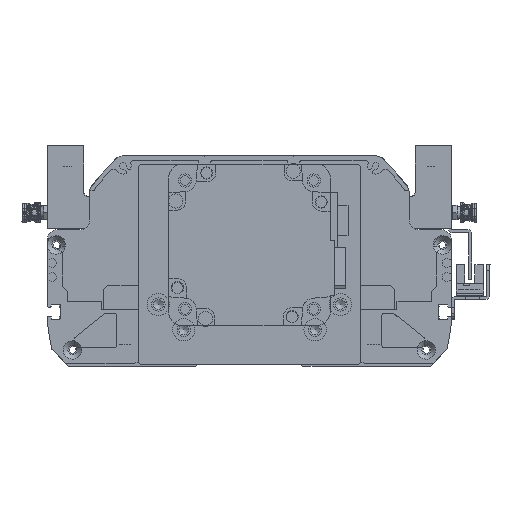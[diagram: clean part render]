
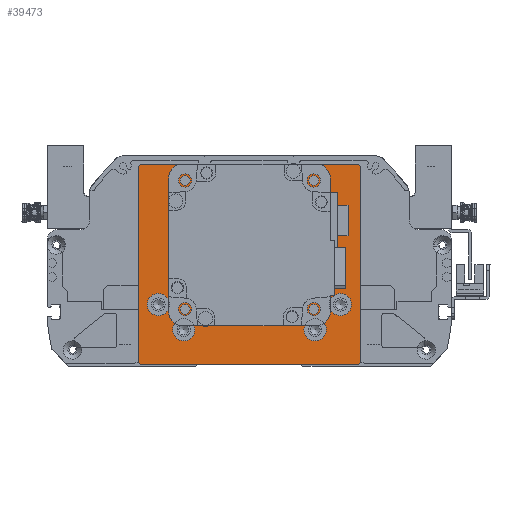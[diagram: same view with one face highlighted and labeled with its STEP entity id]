
A CAD part, front view. The second image highlights one B-rep face of the part: STEP entity #39473.
In plain terms, the highlighted face is planar.
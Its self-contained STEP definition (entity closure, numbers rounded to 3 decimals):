
#848=FACE_BOUND('',#8418,.T.);
#849=FACE_BOUND('',#8419,.T.);
#850=FACE_BOUND('',#8420,.T.);
#851=FACE_BOUND('',#8421,.T.);
#852=FACE_BOUND('',#8422,.T.);
#853=FACE_BOUND('',#8423,.T.);
#854=FACE_BOUND('',#8424,.T.);
#855=FACE_BOUND('',#8425,.T.);
#856=FACE_BOUND('',#8426,.T.);
#2558=PLANE('',#44210);
#5860=FACE_OUTER_BOUND('',#8417,.T.);
#8417=EDGE_LOOP('',(#36611,#36612,#36613,#36614,#36615,#36616,#36617,#36618));
#8418=EDGE_LOOP('',(#36619));
#8419=EDGE_LOOP('',(#36620));
#8420=EDGE_LOOP('',(#36621));
#8421=EDGE_LOOP('',(#36622));
#8422=EDGE_LOOP('',(#36623));
#8423=EDGE_LOOP('',(#36624));
#8424=EDGE_LOOP('',(#36625));
#8425=EDGE_LOOP('',(#36626));
#8426=EDGE_LOOP('',(#36627));
#11357=LINE('',#70919,#14348);
#11360=LINE('',#70928,#14351);
#11363=LINE('',#70933,#14354);
#11365=LINE('',#70936,#14356);
#11366=LINE('',#70939,#14357);
#11368=LINE('',#70943,#14359);
#11370=LINE('',#70947,#14361);
#11383=LINE('',#71009,#14374);
#14348=VECTOR('',#55406,10.);
#14351=VECTOR('',#55415,10.);
#14354=VECTOR('',#55420,10.);
#14356=VECTOR('',#55424,10.);
#14357=VECTOR('',#55427,10.);
#14359=VECTOR('',#55431,10.);
#14361=VECTOR('',#55435,10.);
#14374=VECTOR('',#55514,10.);
#16635=CIRCLE('',#44167,2.459);
#16636=CIRCLE('',#44170,2.459);
#16637=CIRCLE('',#44178,2.459);
#16638=CIRCLE('',#44180,2.459);
#16641=CIRCLE('',#44185,5.5);
#16644=CIRCLE('',#44191,5.5);
#16647=CIRCLE('',#44197,5.5);
#16650=CIRCLE('',#44203,5.5);
#16652=CIRCLE('',#44208,35.);
#20222=VERTEX_POINT('',#70912);
#20223=VERTEX_POINT('',#70916);
#20224=VERTEX_POINT('',#70918);
#20225=VERTEX_POINT('',#70922);
#20226=VERTEX_POINT('',#70926);
#20227=VERTEX_POINT('',#70927);
#20228=VERTEX_POINT('',#70932);
#20229=VERTEX_POINT('',#70938);
#20230=VERTEX_POINT('',#70942);
#20231=VERTEX_POINT('',#70946);
#20232=VERTEX_POINT('',#70950);
#20233=VERTEX_POINT('',#70954);
#20236=VERTEX_POINT('',#70963);
#20239=VERTEX_POINT('',#70974);
#20242=VERTEX_POINT('',#70985);
#20245=VERTEX_POINT('',#70996);
#20247=VERTEX_POINT('',#71005);
#25699=EDGE_CURVE('',#20222,#20222,#16635,.T.);
#25702=EDGE_CURVE('',#20224,#20223,#11357,.T.);
#25704=EDGE_CURVE('',#20225,#20225,#16636,.T.);
#25706=EDGE_CURVE('',#20226,#20227,#11360,.T.);
#25709=EDGE_CURVE('',#20228,#20227,#11363,.T.);
#25711=EDGE_CURVE('',#20228,#20223,#11365,.T.);
#25712=EDGE_CURVE('',#20224,#20229,#11366,.T.);
#25714=EDGE_CURVE('',#20230,#20229,#11368,.T.);
#25716=EDGE_CURVE('',#20230,#20231,#11370,.T.);
#25718=EDGE_CURVE('',#20232,#20232,#16637,.T.);
#25720=EDGE_CURVE('',#20233,#20233,#16638,.T.);
#25724=EDGE_CURVE('',#20236,#20236,#16641,.T.);
#25729=EDGE_CURVE('',#20239,#20239,#16644,.T.);
#25734=EDGE_CURVE('',#20242,#20242,#16647,.T.);
#25739=EDGE_CURVE('',#20245,#20245,#16650,.T.);
#25743=EDGE_CURVE('',#20247,#20247,#16652,.T.);
#25745=EDGE_CURVE('',#20226,#20231,#11383,.T.);
#36611=ORIENTED_EDGE('',*,*,#25706,.F.);
#36612=ORIENTED_EDGE('',*,*,#25745,.T.);
#36613=ORIENTED_EDGE('',*,*,#25716,.F.);
#36614=ORIENTED_EDGE('',*,*,#25714,.T.);
#36615=ORIENTED_EDGE('',*,*,#25712,.F.);
#36616=ORIENTED_EDGE('',*,*,#25702,.T.);
#36617=ORIENTED_EDGE('',*,*,#25711,.F.);
#36618=ORIENTED_EDGE('',*,*,#25709,.T.);
#36619=ORIENTED_EDGE('',*,*,#25718,.T.);
#36620=ORIENTED_EDGE('',*,*,#25704,.T.);
#36621=ORIENTED_EDGE('',*,*,#25720,.T.);
#36622=ORIENTED_EDGE('',*,*,#25699,.T.);
#36623=ORIENTED_EDGE('',*,*,#25724,.T.);
#36624=ORIENTED_EDGE('',*,*,#25729,.T.);
#36625=ORIENTED_EDGE('',*,*,#25734,.T.);
#36626=ORIENTED_EDGE('',*,*,#25739,.T.);
#36627=ORIENTED_EDGE('',*,*,#25743,.T.);
#39473=ADVANCED_FACE('',(#5860,#848,#849,#850,#851,#852,#853,#854,#855,
#856),#2558,.T.);
#44167=AXIS2_PLACEMENT_3D('',#70913,#55400,#55401);
#44170=AXIS2_PLACEMENT_3D('',#70923,#55410,#55411);
#44178=AXIS2_PLACEMENT_3D('',#70951,#55439,#55440);
#44180=AXIS2_PLACEMENT_3D('',#70955,#55444,#55445);
#44185=AXIS2_PLACEMENT_3D('',#70964,#55455,#55456);
#44191=AXIS2_PLACEMENT_3D('',#70975,#55469,#55470);
#44197=AXIS2_PLACEMENT_3D('',#70986,#55483,#55484);
#44203=AXIS2_PLACEMENT_3D('',#70997,#55497,#55498);
#44208=AXIS2_PLACEMENT_3D('',#71006,#55509,#55510);
#44210=AXIS2_PLACEMENT_3D('',#71010,#55515,#55516);
#55400=DIRECTION('center_axis',(0.,0.,-1.));
#55401=DIRECTION('ref_axis',(1.,0.,0.));
#55406=DIRECTION('',(-1.,0.,0.));
#55410=DIRECTION('center_axis',(0.,0.,-1.));
#55411=DIRECTION('ref_axis',(1.,0.,0.));
#55415=DIRECTION('',(-0.707,0.707,0.));
#55420=DIRECTION('',(0.,-1.,0.));
#55424=DIRECTION('',(0.707,0.707,0.));
#55427=DIRECTION('',(0.707,-0.707,0.));
#55431=DIRECTION('',(0.,1.,0.));
#55435=DIRECTION('',(-0.707,-0.707,0.));
#55439=DIRECTION('center_axis',(0.,0.,-1.));
#55440=DIRECTION('ref_axis',(1.,0.,0.));
#55444=DIRECTION('center_axis',(0.,0.,-1.));
#55445=DIRECTION('ref_axis',(1.,0.,0.));
#55455=DIRECTION('center_axis',(0.,0.,-1.));
#55456=DIRECTION('ref_axis',(1.,0.,0.));
#55469=DIRECTION('center_axis',(0.,0.,-1.));
#55470=DIRECTION('ref_axis',(1.,0.,0.));
#55483=DIRECTION('center_axis',(0.,0.,-1.));
#55484=DIRECTION('ref_axis',(1.,0.,0.));
#55497=DIRECTION('center_axis',(0.,0.,-1.));
#55498=DIRECTION('ref_axis',(1.,0.,0.));
#55509=DIRECTION('center_axis',(0.,0.,-1.));
#55510=DIRECTION('ref_axis',(1.,0.,0.));
#55514=DIRECTION('',(1.,0.,0.));
#55515=DIRECTION('center_axis',(0.,0.,1.));
#55516=DIRECTION('ref_axis',(1.,0.,0.));
#70912=CARTESIAN_POINT('',(29.361,41.32,89.));
#70913=CARTESIAN_POINT('Origin',(31.82,41.32,89.));
#70916=CARTESIAN_POINT('',(-54.,49.5,89.));
#70918=CARTESIAN_POINT('',(54.,49.5,89.));
#70919=CARTESIAN_POINT('',(55.,49.5,89.));
#70922=CARTESIAN_POINT('',(-34.278,41.32,89.));
#70923=CARTESIAN_POINT('Origin',(-31.82,41.32,89.));
#70926=CARTESIAN_POINT('',(-54.,-49.5,89.));
#70927=CARTESIAN_POINT('',(-55.,-48.5,89.));
#70928=CARTESIAN_POINT('',(-53.125,-50.375,89.));
#70932=CARTESIAN_POINT('',(-55.,48.5,89.));
#70933=CARTESIAN_POINT('',(-55.,49.5,89.));
#70936=CARTESIAN_POINT('',(-53.125,50.375,89.));
#70938=CARTESIAN_POINT('',(55.,48.5,89.));
#70939=CARTESIAN_POINT('',(53.125,50.375,89.));
#70942=CARTESIAN_POINT('',(55.,-48.5,89.));
#70943=CARTESIAN_POINT('',(55.,-49.5,89.));
#70946=CARTESIAN_POINT('',(54.,-49.5,89.));
#70947=CARTESIAN_POINT('',(53.125,-50.375,89.));
#70950=CARTESIAN_POINT('',(29.361,-22.32,89.));
#70951=CARTESIAN_POINT('Origin',(31.82,-22.32,89.));
#70954=CARTESIAN_POINT('',(-34.278,-22.32,89.));
#70955=CARTESIAN_POINT('Origin',(-31.82,-22.32,89.));
#70963=CARTESIAN_POINT('',(27.,-32.5,89.));
#70964=CARTESIAN_POINT('Origin',(32.5,-32.5,89.));
#70974=CARTESIAN_POINT('',(-50.5,-20.,89.));
#70975=CARTESIAN_POINT('Origin',(-45.,-20.,89.));
#70985=CARTESIAN_POINT('',(-38.,-32.5,89.));
#70986=CARTESIAN_POINT('Origin',(-32.5,-32.5,89.));
#70996=CARTESIAN_POINT('',(39.5,-20.,89.));
#70997=CARTESIAN_POINT('Origin',(45.,-20.,89.));
#71005=CARTESIAN_POINT('',(-35.,9.5,89.));
#71006=CARTESIAN_POINT('Origin',(0.,9.5,89.));
#71009=CARTESIAN_POINT('',(-55.,-49.5,89.));
#71010=CARTESIAN_POINT('Origin',(0.,0.,
89.));
